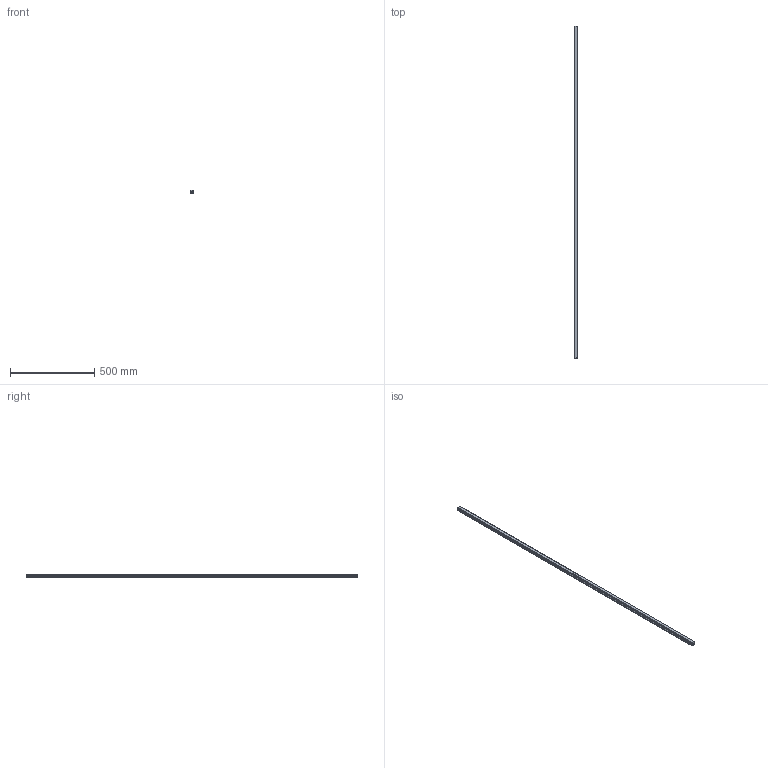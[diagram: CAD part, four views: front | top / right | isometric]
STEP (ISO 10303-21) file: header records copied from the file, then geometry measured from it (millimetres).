
FILE_DESCRIPTION(('STEP AP214'),'1');
FILE_NAME('cctmp_6375D74F-30FA-41EE-BC32-7B918F1F509E_2021_01_25_13_06_12_0575..stp','2021-01-25T12:06:12',('HIWIN GmbH'),('CADClick - www.CADClick.com'),'Spatial InterOp 3D',' ','unknown authorization');
FILE_SCHEMA(('AUTOMOTIVE_DESIGN'));
Length unit declared in the file: millimetre
Products named in the file (1): HGR25T1970C_FILE
Bounding box: 23 x 1970 x 22 mm (x, y, z)
Volume: 851698.9 mm3; surface area: 187338.3 mm2
Topology: 1 solids, 1 shells, 342 faces, 1041 edges, 639 vertices
Faces by surface type: plane 188, cylinder 88, cone 66
Entity records: 14055 total; most frequent: DIRECTION 2101, CARTESIAN_POINT 1957, ORIENTED_EDGE 1950, EDGE_CURVE 975, AXIS2_PLACEMENT_3D 783, VERTEX_POINT 639, LINE 535, VECTOR 535
